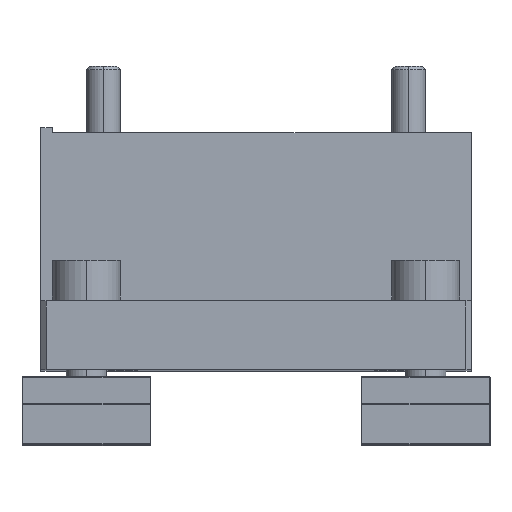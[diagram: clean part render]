
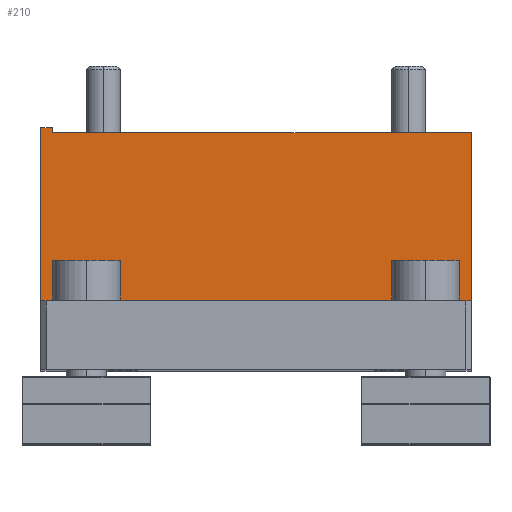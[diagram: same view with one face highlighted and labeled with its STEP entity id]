
A CAD part, top view. The second image highlights one B-rep face of the part: STEP entity #210.
In plain terms, the highlighted planar face has unit normal (0, 0, 1).
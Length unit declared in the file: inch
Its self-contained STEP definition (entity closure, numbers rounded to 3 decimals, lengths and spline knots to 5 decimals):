
#210 = ADVANCED_FACE ( 'NONE', ( #8626 ), #1064, .F. ) ;
#222 = LINE ( 'NONE', #2726, #2525 ) ;
#234 = DIRECTION ( 'NONE',  ( 0., 0., -1. ) ) ;
#779 = LINE ( 'NONE', #2375, #9728 ) ;
#1064 = PLANE ( 'NONE',  #9862 ) ;
#1134 = ORIENTED_EDGE ( 'NONE', *, *, #7692, .T. ) ;
#1158 = EDGE_CURVE ( 'NONE', #8126, #5075, #5892, .T. ) ;
#1237 = VECTOR ( 'NONE', #10231, 39.37008 ) ;
#1444 = CARTESIAN_POINT ( 'NONE',  ( 1.25, 0.4, 1.25 ) ) ;
#1626 = CARTESIAN_POINT ( 'NONE',  ( 1.25, 1.37795, 1.25 ) ) ;
#1720 = CARTESIAN_POINT ( 'NONE',  ( 1.25, 1.37795, 1.25 ) ) ;
#1799 = CARTESIAN_POINT ( 'NONE',  ( -1.25, 0.4, 1.25 ) ) ;
#1843 = DIRECTION ( 'NONE',  ( 1., 0., 0. ) ) ;
#1917 = DIRECTION ( 'NONE',  ( 0., -1., 0. ) ) ;
#1953 = ORIENTED_EDGE ( 'NONE', *, *, #2566, .F. ) ;
#1955 = ORIENTED_EDGE ( 'NONE', *, *, #4515, .T. ) ;
#2375 = CARTESIAN_POINT ( 'NONE',  ( -1.25, 0.4, 1.25 ) ) ;
#2525 = VECTOR ( 'NONE', #9649, 39.37008 ) ;
#2566 = EDGE_CURVE ( 'NONE', #2596, #7246, #222, .T. ) ;
#2596 = VERTEX_POINT ( 'NONE', #6246 ) ;
#2602 = LINE ( 'NONE', #6194, #9247 ) ;
#2726 = CARTESIAN_POINT ( 'NONE',  ( -1.1811, 1.40795, 1.25 ) ) ;
#3701 = CARTESIAN_POINT ( 'NONE',  ( -1.25, 1.37795, 1.25 ) ) ;
#4048 = CARTESIAN_POINT ( 'NONE',  ( -1.25, 1.40795, 1.25 ) ) ;
#4515 = EDGE_CURVE ( 'NONE', #6472, #5075, #779, .T. ) ;
#4793 = LINE ( 'NONE', #3701, #9107 ) ;
#4987 = DIRECTION ( 'NONE',  ( 1., 0., 0. ) ) ;
#5075 = VERTEX_POINT ( 'NONE', #1444 ) ;
#5462 = CARTESIAN_POINT ( 'NONE',  ( -1.25, 1.37795, 1.25 ) ) ;
#5630 = CARTESIAN_POINT ( 'NONE',  ( -1.1811, 1.37795, 1.25 ) ) ;
#5892 = LINE ( 'NONE', #1626, #1237 ) ;
#5987 = LINE ( 'NONE', #10106, #10260 ) ;
#6025 = ORIENTED_EDGE ( 'NONE', *, *, #9083, .F. ) ;
#6194 = CARTESIAN_POINT ( 'NONE',  ( -1.25, 1.37795, 1.25 ) ) ;
#6246 = CARTESIAN_POINT ( 'NONE',  ( -1.1811, 1.40795, 1.25 ) ) ;
#6346 = DIRECTION ( 'NONE',  ( -1., 0., 0. ) ) ;
#6472 = VERTEX_POINT ( 'NONE', #1799 ) ;
#7246 = VERTEX_POINT ( 'NONE', #5630 ) ;
#7614 = EDGE_CURVE ( 'NONE', #7246, #8126, #2602, .T. ) ;
#7692 = EDGE_CURVE ( 'NONE', #9263, #6472, #4793, .T. ) ;
#7883 = ORIENTED_EDGE ( 'NONE', *, *, #1158, .F. ) ;
#8126 = VERTEX_POINT ( 'NONE', #1720 ) ;
#8381 = ORIENTED_EDGE ( 'NONE', *, *, #7614, .F. ) ;
#8626 = FACE_OUTER_BOUND ( 'NONE', #10549, .T. ) ;
#9083 = EDGE_CURVE ( 'NONE', #9263, #2596, #5987, .T. ) ;
#9107 = VECTOR ( 'NONE', #1917, 39.37008 ) ;
#9247 = VECTOR ( 'NONE', #1843, 39.37008 ) ;
#9263 = VERTEX_POINT ( 'NONE', #4048 ) ;
#9649 = DIRECTION ( 'NONE',  ( 0., -1., 0. ) ) ;
#9728 = VECTOR ( 'NONE', #11013, 39.37008 ) ;
#9862 = AXIS2_PLACEMENT_3D ( 'NONE', #5462, #234, #6346 ) ;
#10106 = CARTESIAN_POINT ( 'NONE',  ( -1.25, 1.40795, 1.25 ) ) ;
#10231 = DIRECTION ( 'NONE',  ( 0., -1., 0. ) ) ;
#10260 = VECTOR ( 'NONE', #4987, 39.37008 ) ;
#10549 = EDGE_LOOP ( 'NONE', ( #1134, #1955, #7883, #8381, #1953, #6025 ) ) ;
#11013 = DIRECTION ( 'NONE',  ( 1., 0., 0. ) ) ;
